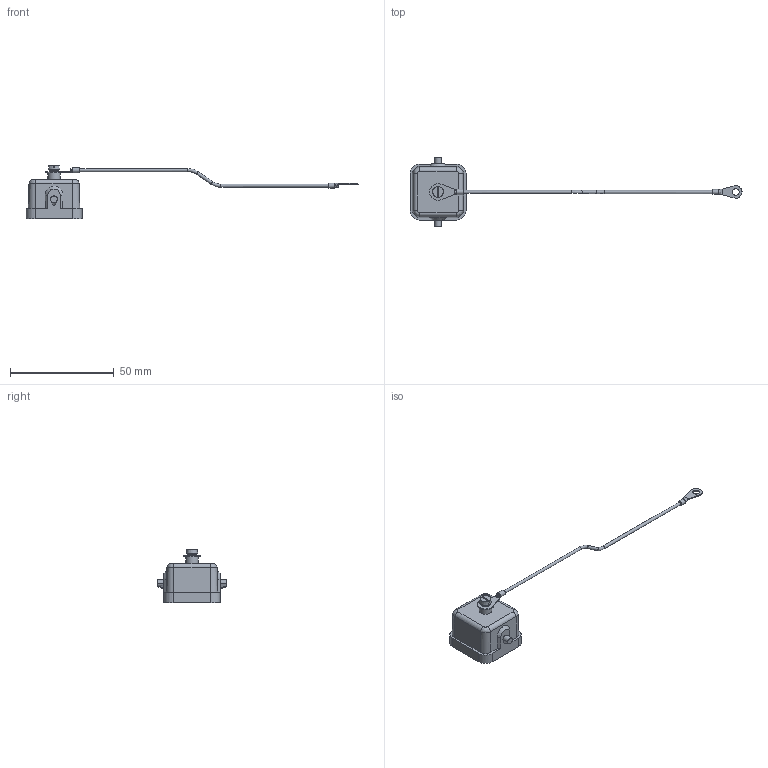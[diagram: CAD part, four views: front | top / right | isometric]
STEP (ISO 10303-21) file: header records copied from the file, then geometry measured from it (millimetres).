
FILE_DESCRIPTION(/* description */ (''),/* implementation_level */ '2;1');
FILE_NAME(/* name */ 'c146 30z003 100 4nxc001-03.stp',/* time_stamp */ '2021-08-30T10:37:33+02:00',/* author */ (''),/* organization */ (''),/* preprocessor_version */ 'ST-DEVELOPER v16.7',/* originating_system */ 'SIEMENS PLM Software NX 12.0',/* authorisation */ '');
FILE_SCHEMA (('AUTOMOTIVE_DESIGN { 1 0 10303 214 3 1 1 1 }'));
Length unit declared in the file: millimetre
Products named in the file (2): c146 30z003 100 4nxm001-03_27717ID; c146 30z003 100 4nxc001-03
Assembly tree (1 placements, depth 2):
  c146 30z003 100 4nxc001-03
    c146 30z003 100 4nxm001-03_27717ID
Bounding box: 160 x 33.5 x 26 mm (x, y, z)
Volume: 4123.6 mm3; surface area: 5576.6 mm2
Topology: 1 solids, 1 shells, 128 faces, 301 edges, 188 vertices
Faces by surface type: plane 53, cylinder 35, bspline 34, cone 4, torus 2
Full cylindrical faces by diameter (mm): 1.5 x3, 2.4 x1, 2.5 x1, 3 x1, 3.2 x1, 4.1 x1, 4.3 x1, 6 x1
Entity records: 4132 total; most frequent: CARTESIAN_POINT 1469, ORIENTED_EDGE 602, DIRECTION 447, EDGE_CURVE 301, VERTEX_POINT 188, AXIS2_PLACEMENT_3D 164, EDGE_LOOP 143, ADVANCED_FACE 128
